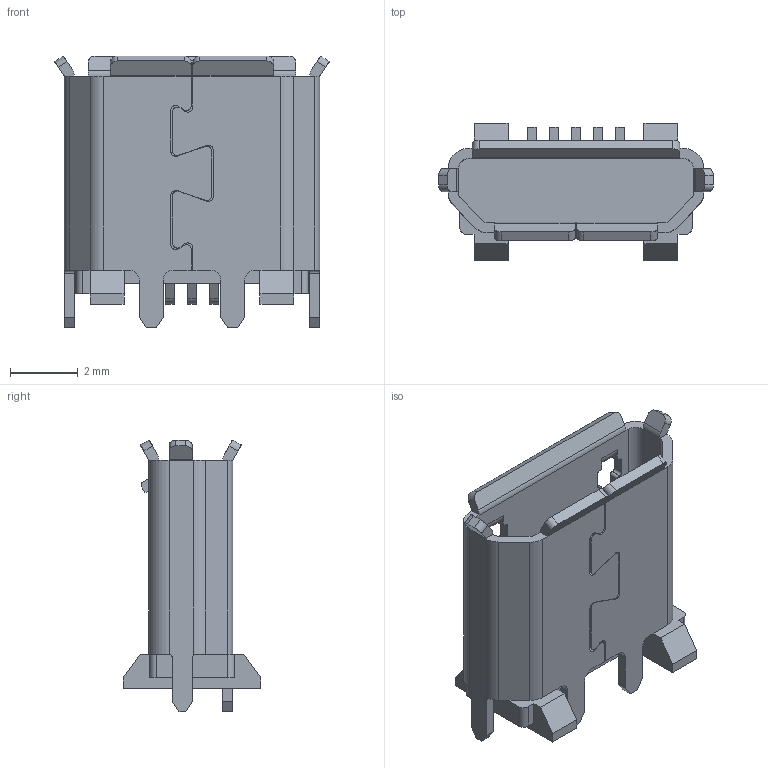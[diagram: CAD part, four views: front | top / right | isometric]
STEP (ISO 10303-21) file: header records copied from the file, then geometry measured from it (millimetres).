
FILE_DESCRIPTION(('CoCreate Modeling STEP Export'),'2;1');
FILE_NAME('ZX80-B-5P.stp','2009-11-18T13:54:34',(''),(''),'CoCreate Modeling STEP processor for AP214 (Solid Model)','CoCreate Modeling 16.00B 02-Dec-2008 (C) Parametric Technology GmbH','');
FILE_SCHEMA(('AUTOMOTIVE_DESIGN { 1 0 10303 214 1 1 1 1 }'));
Length unit declared in the file: millimetre
Products named in the file (1): ZX80-B-5P
Bounding box: 8.08 x 4.05 x 8 mm (x, y, z)
Volume: 72.1 mm3; surface area: 259.9 mm2
Topology: 1 solids, 1 shells, 283 faces, 789 edges, 511 vertices
Faces by surface type: plane 193, cylinder 90
Entity records: 9055 total; most frequent: CARTESIAN_POINT 1626, ORIENTED_EDGE 1578, DIRECTION 1527, EDGE_CURVE 789, VECTOR 603, LINE 603, VERTEX_POINT 511, AXIS2_PLACEMENT_3D 462
